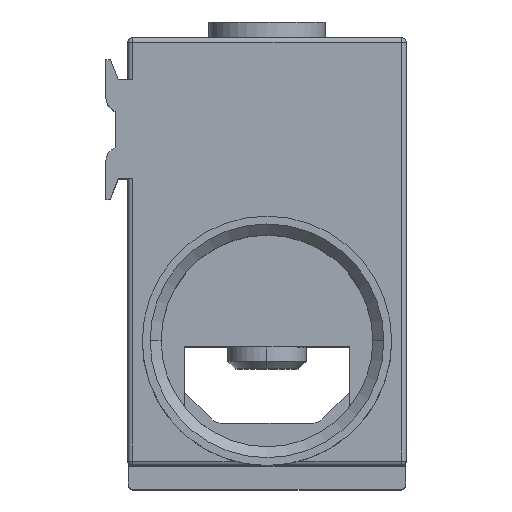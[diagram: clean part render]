
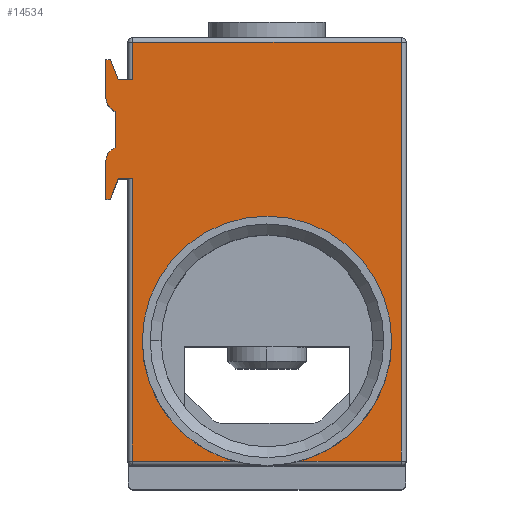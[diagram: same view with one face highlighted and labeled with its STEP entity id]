
A CAD part, top view. The second image highlights one B-rep face of the part: STEP entity #14534.
In plain terms, the highlighted planar face has unit normal (0, 0, 1).
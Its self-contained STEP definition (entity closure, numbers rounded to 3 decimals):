
#10222=DIRECTION('',(-1.,0.,0.));
#10223=VECTOR('',#10222,17.15);
#10224=CARTESIAN_POINT('',(-10.072,28.969,25.8));
#10225=LINE('',#10224,#10223);
#10931=CARTESIAN_POINT('',(-18.647,9.919,25.8));
#10932=DIRECTION('',(0.,0.,1.));
#10933=DIRECTION('',(1.,0.,0.));
#10934=AXIS2_PLACEMENT_3D('',#10931,#10932,#10933);
#10939=CARTESIAN_POINT('',(-18.647,9.919,25.8));
#10940=DIRECTION('',(0.,0.,1.));
#10941=DIRECTION('',(-1.,0.,0.));
#10942=AXIS2_PLACEMENT_3D('',#10939,#10940,#10941);
#10947=DIRECTION('',(-1.,0.,0.));
#10948=VECTOR('',#10947,0.906);
#10949=CARTESIAN_POINT('',(-27.222,20.269,25.8));
#10950=LINE('',#10949,#10948);
#10954=DIRECTION('',(-0.367,-0.93,0.));
#10955=VECTOR('',#10954,1.397);
#10956=CARTESIAN_POINT('',(-28.128,20.269,25.8));
#10957=LINE('',#10956,#10955);
#10961=DIRECTION('',(-1.,0.,0.));
#10962=VECTOR('',#10961,0.282);
#10963=CARTESIAN_POINT('',(-28.64,18.969,25.8));
#10964=LINE('',#10963,#10962);
#10968=DIRECTION('',(0.,1.,0.));
#10969=VECTOR('',#10968,2.376);
#10970=CARTESIAN_POINT('',(-28.922,18.969,25.8));
#10971=LINE('',#10970,#10969);
#10975=CARTESIAN_POINT('',(-27.922,21.345,25.8));
#10976=DIRECTION('',(0.,0.,-1.));
#10977=DIRECTION('',(-1.,0.,0.));
#10978=AXIS2_PLACEMENT_3D('',#10975,#10976,#10977);
#10983=CARTESIAN_POINT('',(-27.922,21.345,25.8));
#10984=DIRECTION('',(0.,0.,-1.));
#10985=DIRECTION('',(-0.866,0.5,0.));
#10986=AXIS2_PLACEMENT_3D('',#10983,#10984,#10985);
#10991=DIRECTION('',(0.866,0.5,0.));
#10992=VECTOR('',#10991,0.115);
#10993=CARTESIAN_POINT('',(-28.422,22.212,25.8));
#10994=LINE('',#10993,#10992);
#10998=DIRECTION('',(0.,1.,0.));
#10999=VECTOR('',#10998,2.3);
#11000=CARTESIAN_POINT('',(-28.322,22.269,25.8));
#11001=LINE('',#11000,#10999);
#11005=DIRECTION('',(-0.866,0.5,0.));
#11006=VECTOR('',#11005,0.115);
#11007=CARTESIAN_POINT('',(-28.322,24.569,25.8));
#11008=LINE('',#11007,#11006);
#11012=CARTESIAN_POINT('',(-27.922,25.493,25.8));
#11013=DIRECTION('',(0.,0.,-1.));
#11014=DIRECTION('',(-0.5,-0.866,0.));
#11015=AXIS2_PLACEMENT_3D('',#11012,#11013,#11014);
#11020=CARTESIAN_POINT('',(-27.922,25.493,25.8));
#11021=DIRECTION('',(0.,0.,-1.));
#11022=DIRECTION('',(-0.866,-0.5,0.));
#11023=AXIS2_PLACEMENT_3D('',#11020,#11021,#11022);
#11028=DIRECTION('',(0.,1.,0.));
#11029=VECTOR('',#11028,2.376);
#11030=CARTESIAN_POINT('',(-28.922,25.493,25.8));
#11031=LINE('',#11030,#11029);
#11035=DIRECTION('',(1.,0.,0.));
#11036=VECTOR('',#11035,0.282);
#11037=CARTESIAN_POINT('',(-28.922,27.869,25.8));
#11038=LINE('',#11037,#11036);
#11042=DIRECTION('',(0.367,-0.93,0.));
#11043=VECTOR('',#11042,1.397);
#11044=CARTESIAN_POINT('',(-28.64,27.869,25.8));
#11045=LINE('',#11044,#11043);
#11049=DIRECTION('',(1.,0.,0.));
#11050=VECTOR('',#11049,0.906);
#11051=CARTESIAN_POINT('',(-28.128,26.569,25.8));
#11052=LINE('',#11051,#11050);
#11056=CARTESIAN_POINT('',(-18.647,9.919,25.8));
#11057=DIRECTION('',(0.,0.,1.));
#11058=DIRECTION('',(0.272,-0.962,0.));
#11059=AXIS2_PLACEMENT_3D('',#11056,#11057,#11058);
#11086=DIRECTION('',(1.,0.,0.));
#11087=VECTOR('',#11086,6.412);
#11088=CARTESIAN_POINT('',(-27.222,2.269,25.8));
#11089=LINE('',#11088,#11087);
#11100=DIRECTION('',(1.,0.,0.));
#11101=VECTOR('',#11100,6.412);
#11102=CARTESIAN_POINT('',(-16.483,2.269,25.8));
#11103=LINE('',#11102,#11101);
#11162=DIRECTION('',(0.,1.,0.));
#11163=VECTOR('',#11162,26.7);
#11164=CARTESIAN_POINT('',(-10.072,2.269,25.8));
#11165=LINE('',#11164,#11163);
#11231=DIRECTION('',(0.,-1.,0.));
#11232=VECTOR('',#11231,18.);
#11233=CARTESIAN_POINT('',(-27.222,20.269,25.8));
#11234=LINE('',#11233,#11232);
#11509=DIRECTION('',(0.,-1.,0.));
#11510=VECTOR('',#11509,2.4);
#11511=CARTESIAN_POINT('',(-27.222,28.969,25.8));
#11512=LINE('',#11511,#11510);
#12758=CARTESIAN_POINT('',(-27.222,28.969,25.8));
#12759=VERTEX_POINT('',#12758);
#12764=CARTESIAN_POINT('',(-10.072,28.969,25.8));
#12765=VERTEX_POINT('',#12764);
#12906=CARTESIAN_POINT('',(-28.128,20.269,25.8));
#12907=VERTEX_POINT('',#12906);
#12908=CARTESIAN_POINT('',(-27.222,20.269,25.8));
#12909=VERTEX_POINT('',#12908);
#12912=CARTESIAN_POINT('',(-28.64,18.969,25.8));
#12913=VERTEX_POINT('',#12912);
#12914=CARTESIAN_POINT('',(-28.922,18.969,25.8));
#12915=VERTEX_POINT('',#12914);
#12916=CARTESIAN_POINT('',(-28.922,21.345,25.8));
#12917=VERTEX_POINT('',#12916);
#12918=CARTESIAN_POINT('',(-28.422,22.212,25.8));
#12919=VERTEX_POINT('',#12918);
#12920=CARTESIAN_POINT('',(-28.788,21.845,25.8));
#12921=VERTEX_POINT('',#12920);
#12922=CARTESIAN_POINT('',(-28.322,22.269,25.8));
#12923=VERTEX_POINT('',#12922);
#12924=CARTESIAN_POINT('',(-28.322,24.569,25.8));
#12925=VERTEX_POINT('',#12924);
#12926=CARTESIAN_POINT('',(-28.422,24.627,25.8));
#12927=VERTEX_POINT('',#12926);
#12928=CARTESIAN_POINT('',(-28.788,24.993,25.8));
#12929=CARTESIAN_POINT('',(-28.922,25.493,25.8));
#12930=VERTEX_POINT('',#12928);
#12931=VERTEX_POINT('',#12929);
#12932=CARTESIAN_POINT('',(-10.697,9.919,25.8));
#12933=CARTESIAN_POINT('',(-26.597,9.919,25.8));
#12934=VERTEX_POINT('',#12932);
#12935=VERTEX_POINT('',#12933);
#12936=CARTESIAN_POINT('',(-20.81,2.269,25.8));
#12937=VERTEX_POINT('',#12936);
#12938=CARTESIAN_POINT('',(-27.222,2.269,25.8));
#12939=VERTEX_POINT('',#12938);
#12940=CARTESIAN_POINT('',(-28.922,27.869,25.8));
#12941=VERTEX_POINT('',#12940);
#12942=CARTESIAN_POINT('',(-28.64,27.869,25.8));
#12943=VERTEX_POINT('',#12942);
#12944=CARTESIAN_POINT('',(-28.128,26.569,25.8));
#12945=VERTEX_POINT('',#12944);
#12946=CARTESIAN_POINT('',(-27.222,26.569,25.8));
#12947=VERTEX_POINT('',#12946);
#12948=CARTESIAN_POINT('',(-10.072,2.269,25.8));
#12949=VERTEX_POINT('',#12948);
#12950=CARTESIAN_POINT('',(-16.483,2.269,25.8));
#12951=VERTEX_POINT('',#12950);
#14491=CARTESIAN_POINT('',(-27.522,23.419,25.8));
#14492=DIRECTION('',(0.,0.,1.));
#14493=DIRECTION('',(1.,0.,0.));
#14494=AXIS2_PLACEMENT_3D('',#14491,#14492,#14493);
#14495=PLANE('',#14494);
#14497=ORIENTED_EDGE('',*,*,#14496,.T.);
#14499=ORIENTED_EDGE('',*,*,#14498,.T.);
#14501=ORIENTED_EDGE('',*,*,#14500,.F.);
#14503=ORIENTED_EDGE('',*,*,#14502,.F.);
#14504=ORIENTED_EDGE('',*,*,#14301,.T.);
#14505=ORIENTED_EDGE('',*,*,#14325,.T.);
#14506=ORIENTED_EDGE('',*,*,#14346,.T.);
#14507=ORIENTED_EDGE('',*,*,#14366,.T.);
#14508=ORIENTED_EDGE('',*,*,#14391,.T.);
#14509=ORIENTED_EDGE('',*,*,#14389,.T.);
#14510=ORIENTED_EDGE('',*,*,#14413,.T.);
#14511=ORIENTED_EDGE('',*,*,#14433,.T.);
#14512=ORIENTED_EDGE('',*,*,#14453,.T.);
#14513=ORIENTED_EDGE('',*,*,#14474,.T.);
#14514=ORIENTED_EDGE('',*,*,#14472,.T.);
#14516=ORIENTED_EDGE('',*,*,#14515,.T.);
#14518=ORIENTED_EDGE('',*,*,#14517,.T.);
#14520=ORIENTED_EDGE('',*,*,#14519,.T.);
#14522=ORIENTED_EDGE('',*,*,#14521,.T.);
#14524=ORIENTED_EDGE('',*,*,#14523,.F.);
#14525=ORIENTED_EDGE('',*,*,#13955,.F.);
#14527=ORIENTED_EDGE('',*,*,#14526,.F.);
#14529=ORIENTED_EDGE('',*,*,#14528,.F.);
#14531=ORIENTED_EDGE('',*,*,#14530,.T.);
#14532=EDGE_LOOP('',(#14497,#14499,#14501,#14503,#14504,#14505,#14506,#14507,
#14508,#14509,#14510,#14511,#14512,#14513,#14514,#14516,#14518,#14520,#14522,
#14524,#14525,#14527,#14529,#14531));
#14533=FACE_OUTER_BOUND('',#14532,.F.);
#10935=CIRCLE('',#10934,7.95);
#10943=CIRCLE('',#10942,7.95);
#10979=CIRCLE('',#10978,1.);
#10987=CIRCLE('',#10986,1.);
#11016=CIRCLE('',#11015,1.);
#11024=CIRCLE('',#11023,1.);
#11060=CIRCLE('',#11059,7.95);
#13955=EDGE_CURVE('',#12765,#12759,#10225,.T.);
#14301=EDGE_CURVE('',#12909,#12907,#10950,.T.);
#14325=EDGE_CURVE('',#12907,#12913,#10957,.T.);
#14346=EDGE_CURVE('',#12913,#12915,#10964,.T.);
#14366=EDGE_CURVE('',#12915,#12917,#10971,.T.);
#14389=EDGE_CURVE('',#12921,#12919,#10987,.T.);
#14391=EDGE_CURVE('',#12917,#12921,#10979,.T.);
#14413=EDGE_CURVE('',#12919,#12923,#10994,.T.);
#14433=EDGE_CURVE('',#12923,#12925,#11001,.T.);
#14453=EDGE_CURVE('',#12925,#12927,#11008,.T.);
#14472=EDGE_CURVE('',#12930,#12931,#11024,.T.);
#14474=EDGE_CURVE('',#12927,#12930,#11016,.T.);
#14496=EDGE_CURVE('',#12934,#12935,#10935,.T.);
#14498=EDGE_CURVE('',#12935,#12937,#10943,.T.);
#14500=EDGE_CURVE('',#12939,#12937,#11089,.T.);
#14502=EDGE_CURVE('',#12909,#12939,#11234,.T.);
#14515=EDGE_CURVE('',#12931,#12941,#11031,.T.);
#14517=EDGE_CURVE('',#12941,#12943,#11038,.T.);
#14519=EDGE_CURVE('',#12943,#12945,#11045,.T.);
#14521=EDGE_CURVE('',#12945,#12947,#11052,.T.);
#14523=EDGE_CURVE('',#12759,#12947,#11512,.T.);
#14526=EDGE_CURVE('',#12949,#12765,#11165,.T.);
#14528=EDGE_CURVE('',#12951,#12949,#11103,.T.);
#14530=EDGE_CURVE('',#12951,#12934,#11060,.T.);
#14534=ADVANCED_FACE('',(#14533),#14495,.T.);
